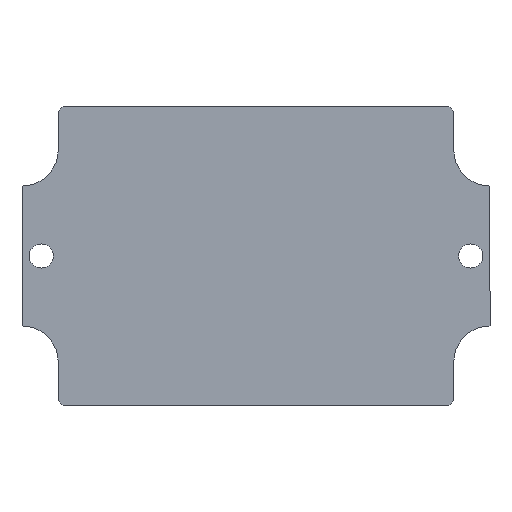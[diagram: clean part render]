
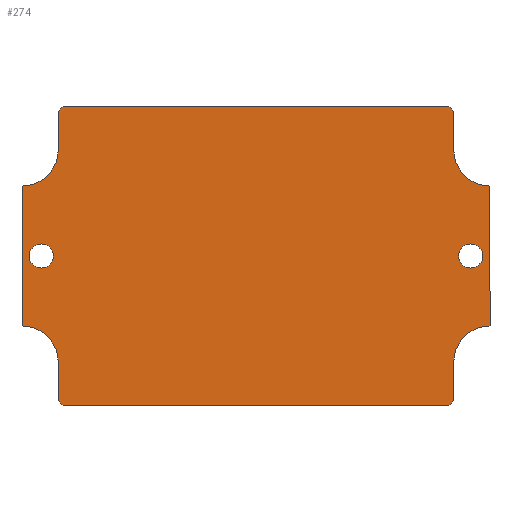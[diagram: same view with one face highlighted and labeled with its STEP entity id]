
A CAD part, top view. The second image highlights one B-rep face of the part: STEP entity #274.
In plain terms, the highlighted planar face has unit normal (0, 0, 1).
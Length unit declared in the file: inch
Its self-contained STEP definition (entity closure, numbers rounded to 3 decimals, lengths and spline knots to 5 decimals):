
#1 = AXIS2_PLACEMENT_3D ( 'NONE', #518, #397, #62 ) ;
#6 = ORIENTED_EDGE ( 'NONE', *, *, #375, .T. ) ;
#10 = EDGE_CURVE ( 'NONE', #442, #411, #345, .T. ) ;
#12 = VECTOR ( 'NONE', #160, 39.37008 ) ;
#19 = CARTESIAN_POINT ( 'NONE',  ( 2.29626, -1.72379, 0.01969 ) ) ;
#26 = AXIS2_PLACEMENT_3D ( 'NONE', #493, #214, #207 ) ;
#33 = EDGE_CURVE ( 'NONE', #105, #384, #432, .T. ) ;
#36 = CARTESIAN_POINT ( 'NONE',  ( 2.59153, 0.02818, 0.01969 ) ) ;
#37 = VERTEX_POINT ( 'NONE', #510 ) ;
#38 = CARTESIAN_POINT ( 'NONE',  ( 2.27657, -1.74347, 0.01969 ) ) ;
#42 = EDGE_CURVE ( 'NONE', #391, #336, #231, .T. ) ;
#43 = DIRECTION ( 'NONE',  ( 1., 0., 0. ) ) ;
#45 = DIRECTION ( 'NONE',  ( 0., 1., 0. ) ) ;
#54 = CARTESIAN_POINT ( 'NONE',  ( -0.93209, 0.63842, 0.01969 ) ) ;
#62 = DIRECTION ( 'NONE',  ( 1., 0., 0. ) ) ;
#63 = CIRCLE ( 'NONE', #26, 0.09843 ) ;
#67 = LINE ( 'NONE', #504, #222 ) ;
#71 = CARTESIAN_POINT ( 'NONE',  ( -1.22736, -1.11355, 0.01969 ) ) ;
#72 = DIRECTION ( 'NONE',  ( 1., 0., 0. ) ) ;
#78 = VERTEX_POINT ( 'NONE', #460 ) ;
#81 = CARTESIAN_POINT ( 'NONE',  ( -0.93209, 0.67779, 0.01969 ) ) ;
#92 = AXIS2_PLACEMENT_3D ( 'NONE', #563, #400, #126 ) ;
#93 = CARTESIAN_POINT ( 'NONE',  ( 0.68208, -0.54268, 0.01969 ) ) ;
#103 = EDGE_CURVE ( 'NONE', #608, #411, #549, .T. ) ;
#105 = VERTEX_POINT ( 'NONE', #36 ) ;
#107 = VERTEX_POINT ( 'NONE', #485 ) ;
#113 = EDGE_CURVE ( 'NONE', #197, #530, #241, .T. ) ;
#116 = AXIS2_PLACEMENT_3D ( 'NONE', #346, #509, #72 ) ;
#118 = VECTOR ( 'NONE', #351, 39.37008 ) ;
#126 = DIRECTION ( 'NONE',  ( 1., 0., 0. ) ) ;
#129 = CARTESIAN_POINT ( 'NONE',  ( -1.22736, -1.11355, 0.01969 ) ) ;
#136 = DIRECTION ( 'NONE',  ( 0., 0., -1. ) ) ;
#137 = ORIENTED_EDGE ( 'NONE', *, *, #226, .F. ) ;
#155 = DIRECTION ( 'NONE',  ( -0.707, -0.707, 0. ) ) ;
#160 = DIRECTION ( 'NONE',  ( 0., -1., 0. ) ) ;
#163 = EDGE_CURVE ( 'NONE', #37, #391, #569, .T. ) ;
#165 = DIRECTION ( 'NONE',  ( 0., 0., 1. ) ) ;
#166 = ORIENTED_EDGE ( 'NONE', *, *, #10, .F. ) ;
#172 = ORIENTED_EDGE ( 'NONE', *, *, #682, .F. ) ;
#177 = ORIENTED_EDGE ( 'NONE', *, *, #42, .F. ) ;
#189 = AXIS2_PLACEMENT_3D ( 'NONE', #93, #165, #43 ) ;
#192 = CARTESIAN_POINT ( 'NONE',  ( -0.93209, -1.40883, 0.01969 ) ) ;
#194 = EDGE_CURVE ( 'NONE', #105, #78, #294, .T. ) ;
#195 = LINE ( 'NONE', #38, #634 ) ;
#197 = VERTEX_POINT ( 'NONE', #521 ) ;
#207 = DIRECTION ( 'NONE',  ( 1., 0., 0. ) ) ;
#209 = VERTEX_POINT ( 'NONE', #263 ) ;
#211 = EDGE_LOOP ( 'NONE', ( #445 ) ) ;
#212 = VECTOR ( 'NONE', #335, 39.37008 ) ;
#214 = DIRECTION ( 'NONE',  ( 0., 0., -1. ) ) ;
#215 = VERTEX_POINT ( 'NONE', #625 ) ;
#222 = VECTOR ( 'NONE', #712, 39.37008 ) ;
#226 = EDGE_CURVE ( 'NONE', #336, #637, #437, .T. ) ;
#230 = CARTESIAN_POINT ( 'NONE',  ( -0.9124, 0.6581, 0.01969 ) ) ;
#231 = LINE ( 'NONE', #291, #118 ) ;
#234 = VECTOR ( 'NONE', #478, 39.37008 ) ;
#236 = CARTESIAN_POINT ( 'NONE',  ( 2.29626, 0.32346, 0.01969 ) ) ;
#241 = LINE ( 'NONE', #365, #337 ) ;
#250 = ORIENTED_EDGE ( 'NONE', *, *, #669, .F. ) ;
#252 = CARTESIAN_POINT ( 'NONE',  ( 2.29626, 0.63842, 0.01969 ) ) ;
#253 = CARTESIAN_POINT ( 'NONE',  ( 2.59153, 0.02818, 0.01969 ) ) ;
#257 = ORIENTED_EDGE ( 'NONE', *, *, #370, .T. ) ;
#258 = CARTESIAN_POINT ( 'NONE',  ( -0.93209, -1.72379, 0.01969 ) ) ;
#260 = EDGE_CURVE ( 'NONE', #209, #209, #63, .T. ) ;
#263 = CARTESIAN_POINT ( 'NONE',  ( -0.97146, -0.54268, 0.01969 ) ) ;
#267 = ORIENTED_EDGE ( 'NONE', *, *, #113, .F. ) ;
#274 = ADVANCED_FACE ( 'NONE', ( #489, #383, #652 ), #654, .T. ) ;
#280 = VECTOR ( 'NONE', #691, 39.37008 ) ;
#282 = CARTESIAN_POINT ( 'NONE',  ( 2.59153, 0.32346, 0.01969 ) ) ;
#285 = DIRECTION ( 'NONE',  ( 1., 0., 0. ) ) ;
#288 = ORIENTED_EDGE ( 'NONE', *, *, #695, .F. ) ;
#291 = CARTESIAN_POINT ( 'NONE',  ( -0.9124, -1.74347, 0.01969 ) ) ;
#292 = EDGE_CURVE ( 'NONE', #215, #576, #372, .T. ) ;
#294 = LINE ( 'NONE', #253, #234 ) ;
#300 = DIRECTION ( 'NONE',  ( 1., 0., 0. ) ) ;
#301 = CIRCLE ( 'NONE', #1, 0.29528 ) ;
#308 = VECTOR ( 'NONE', #347, 39.37008 ) ;
#321 = LINE ( 'NONE', #230, #212 ) ;
#325 = CARTESIAN_POINT ( 'NONE',  ( 2.27657, 0.6581, 0.01969 ) ) ;
#335 = DIRECTION ( 'NONE',  ( 0.707, 0.707, 0. ) ) ;
#336 = VERTEX_POINT ( 'NONE', #258 ) ;
#337 = VECTOR ( 'NONE', #471, 39.37008 ) ;
#343 = EDGE_CURVE ( 'NONE', #709, #553, #321, .T. ) ;
#345 = LINE ( 'NONE', #71, #308 ) ;
#346 = CARTESIAN_POINT ( 'NONE',  ( 2.43405, -0.54268, 0.01969 ) ) ;
#347 = DIRECTION ( 'NONE',  ( 0., 1., 0. ) ) ;
#351 = DIRECTION ( 'NONE',  ( -0.707, 0.707, 0. ) ) ;
#365 = CARTESIAN_POINT ( 'NONE',  ( 2.29626, -1.40883, 0.01969 ) ) ;
#366 = ORIENTED_EDGE ( 'NONE', *, *, #457, .F. ) ;
#370 = EDGE_CURVE ( 'NONE', #197, #78, #301, .T. ) ;
#372 = LINE ( 'NONE', #325, #280 ) ;
#375 = EDGE_CURVE ( 'NONE', #442, #637, #408, .T. ) ;
#383 = FACE_BOUND ( 'NONE', #451, .T. ) ;
#384 = VERTEX_POINT ( 'NONE', #236 ) ;
#390 = CARTESIAN_POINT ( 'NONE',  ( -1.22736, 0.02818, 0.01969 ) ) ;
#391 = VERTEX_POINT ( 'NONE', #450 ) ;
#393 = VECTOR ( 'NONE', #686, 39.37008 ) ;
#397 = DIRECTION ( 'NONE',  ( 0., 0., -1. ) ) ;
#400 = DIRECTION ( 'NONE',  ( 0., 0., -1. ) ) ;
#408 = CIRCLE ( 'NONE', #92, 0.29528 ) ;
#411 = VERTEX_POINT ( 'NONE', #390 ) ;
#417 = CARTESIAN_POINT ( 'NONE',  ( 2.29626, -1.76316, 0.01969 ) ) ;
#425 = ORIENTED_EDGE ( 'NONE', *, *, #33, .T. ) ;
#432 = CIRCLE ( 'NONE', #492, 0.29528 ) ;
#437 = LINE ( 'NONE', #495, #701 ) ;
#442 = VERTEX_POINT ( 'NONE', #129 ) ;
#445 = ORIENTED_EDGE ( 'NONE', *, *, #448, .T. ) ;
#448 = EDGE_CURVE ( 'NONE', #107, #107, #589, .T. ) ;
#450 = CARTESIAN_POINT ( 'NONE',  ( -0.89272, -1.76316, 0.01969 ) ) ;
#451 = EDGE_LOOP ( 'NONE', ( #668 ) ) ;
#457 = EDGE_CURVE ( 'NONE', #608, #709, #67, .T. ) ;
#460 = CARTESIAN_POINT ( 'NONE',  ( 2.59153, -1.11355, 0.01969 ) ) ;
#471 = DIRECTION ( 'NONE',  ( 0., -1., 0. ) ) ;
#478 = DIRECTION ( 'NONE',  ( 0., -1., 0. ) ) ;
#483 = EDGE_LOOP ( 'NONE', ( #425, #288, #543, #250, #496, #366, #586, #166, #6, #137, #177, #630, #172, #267, #257, #681 ) ) ;
#485 = CARTESIAN_POINT ( 'NONE',  ( 2.53248, -0.54268, 0.01969 ) ) ;
#489 = FACE_BOUND ( 'NONE', #211, .T. ) ;
#492 = AXIS2_PLACEMENT_3D ( 'NONE', #282, #623, #285 ) ;
#493 = CARTESIAN_POINT ( 'NONE',  ( -1.06988, -0.54268, 0.01969 ) ) ;
#495 = CARTESIAN_POINT ( 'NONE',  ( -0.93209, -1.76316, 0.01969 ) ) ;
#496 = ORIENTED_EDGE ( 'NONE', *, *, #343, .F. ) ;
#504 = CARTESIAN_POINT ( 'NONE',  ( -0.93209, 0.32346, 0.01969 ) ) ;
#509 = DIRECTION ( 'NONE',  ( 0., 0., -1. ) ) ;
#510 = CARTESIAN_POINT ( 'NONE',  ( 2.25689, -1.76316, 0.01969 ) ) ;
#518 = CARTESIAN_POINT ( 'NONE',  ( 2.59153, -1.40883, 0.01969 ) ) ;
#521 = CARTESIAN_POINT ( 'NONE',  ( 2.29626, -1.40883, 0.01969 ) ) ;
#528 = CARTESIAN_POINT ( 'NONE',  ( -0.89272, 0.67779, 0.01969 ) ) ;
#530 = VERTEX_POINT ( 'NONE', #19 ) ;
#534 = CARTESIAN_POINT ( 'NONE',  ( -0.93209, 0.32346, 0.01969 ) ) ;
#535 = DIRECTION ( 'NONE',  ( 1., 0., 0. ) ) ;
#543 = ORIENTED_EDGE ( 'NONE', *, *, #292, .F. ) ;
#544 = LINE ( 'NONE', #599, #12 ) ;
#549 = CIRCLE ( 'NONE', #698, 0.29528 ) ;
#553 = VERTEX_POINT ( 'NONE', #528 ) ;
#563 = CARTESIAN_POINT ( 'NONE',  ( -1.22736, -1.40883, 0.01969 ) ) ;
#569 = LINE ( 'NONE', #417, #393 ) ;
#574 = LINE ( 'NONE', #81, #644 ) ;
#576 = VERTEX_POINT ( 'NONE', #252 ) ;
#586 = ORIENTED_EDGE ( 'NONE', *, *, #103, .T. ) ;
#589 = CIRCLE ( 'NONE', #116, 0.09843 ) ;
#599 = CARTESIAN_POINT ( 'NONE',  ( 2.29626, 0.67779, 0.01969 ) ) ;
#608 = VERTEX_POINT ( 'NONE', #534 ) ;
#623 = DIRECTION ( 'NONE',  ( 0., 0., -1. ) ) ;
#625 = CARTESIAN_POINT ( 'NONE',  ( 2.25689, 0.67779, 0.01969 ) ) ;
#630 = ORIENTED_EDGE ( 'NONE', *, *, #163, .F. ) ;
#634 = VECTOR ( 'NONE', #155, 39.37008 ) ;
#637 = VERTEX_POINT ( 'NONE', #192 ) ;
#644 = VECTOR ( 'NONE', #300, 39.37008 ) ;
#652 = FACE_OUTER_BOUND ( 'NONE', #483, .T. ) ;
#654 = PLANE ( 'NONE',  #189 ) ;
#668 = ORIENTED_EDGE ( 'NONE', *, *, #260, .T. ) ;
#669 = EDGE_CURVE ( 'NONE', #553, #215, #574, .T. ) ;
#673 = CARTESIAN_POINT ( 'NONE',  ( -1.22736, 0.32346, 0.01969 ) ) ;
#681 = ORIENTED_EDGE ( 'NONE', *, *, #194, .F. ) ;
#682 = EDGE_CURVE ( 'NONE', #530, #37, #195, .T. ) ;
#686 = DIRECTION ( 'NONE',  ( -1., 0., 0. ) ) ;
#691 = DIRECTION ( 'NONE',  ( 0.707, -0.707, 0. ) ) ;
#695 = EDGE_CURVE ( 'NONE', #576, #384, #544, .T. ) ;
#698 = AXIS2_PLACEMENT_3D ( 'NONE', #673, #136, #535 ) ;
#701 = VECTOR ( 'NONE', #45, 39.37008 ) ;
#709 = VERTEX_POINT ( 'NONE', #54 ) ;
#712 = DIRECTION ( 'NONE',  ( 0., 1., 0. ) ) ;
